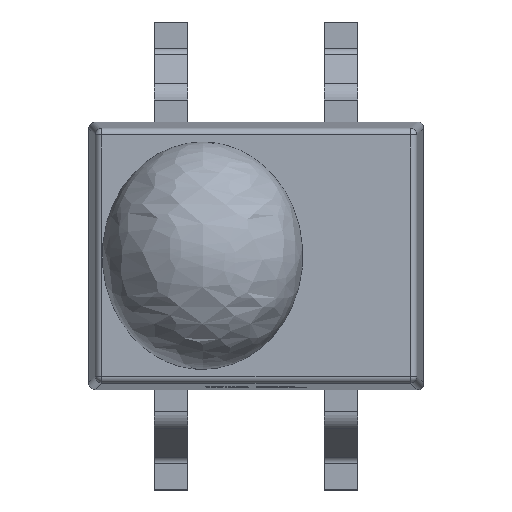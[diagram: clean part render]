
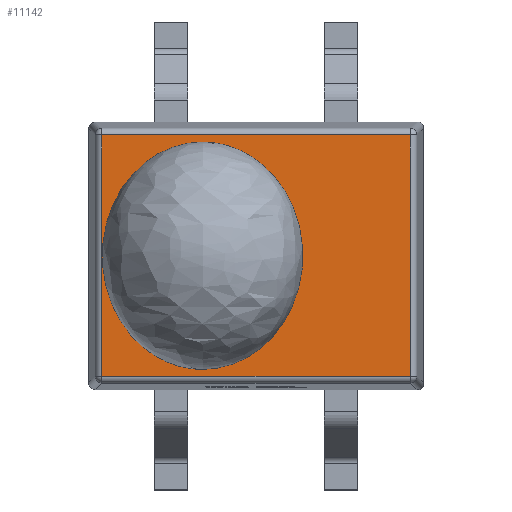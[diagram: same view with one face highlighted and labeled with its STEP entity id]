
A CAD part, top view. The second image highlights one B-rep face of the part: STEP entity #11142.
In plain terms, the highlighted planar face has unit normal (0, 0, 1).
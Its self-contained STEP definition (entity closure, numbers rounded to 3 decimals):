
#132 = CARTESIAN_POINT ( 'NONE',  ( 0., 0., 2.55 ) ) ;
#840 = CARTESIAN_POINT ( 'NONE',  ( -2.306, 0., 2.55 ) ) ;
#855 = CARTESIAN_POINT ( 'NONE',  ( 2.306, -1.806, 2.55 ) ) ;
#1022 = VECTOR ( 'NONE', #17324, 1000. ) ;
#1450 = EDGE_CURVE ( 'NONE', #6486, #2126, #3932, .T. ) ;
#1888 =( BOUNDED_CURVE ( )  B_SPLINE_CURVE ( 3, ( #3510, #10670, #9263, #13197 ),
 .UNSPECIFIED., .F., .F. ) 
 B_SPLINE_CURVE_WITH_KNOTS ( ( 4, 4 ),
 ( 3.142, 6.283 ),
 .UNSPECIFIED. ) 
 CURVE ( )  GEOMETRIC_REPRESENTATION_ITEM ( )  RATIONAL_B_SPLINE_CURVE ( ( 1., 0.333, 0.333, 1. ) ) 
 REPRESENTATION_ITEM ( '' )  );
#2126 = VERTEX_POINT ( 'NONE', #8227 ) ;
#2572 = EDGE_CURVE ( 'NONE', #4171, #13532, #16205, .T. ) ;
#2988 = PLANE ( 'NONE',  #12104 ) ;
#3263 = DIRECTION ( 'NONE',  ( 1., 0., 0. ) ) ;
#3510 = CARTESIAN_POINT ( 'NONE',  ( -0.8, -1.7, 2.55 ) ) ;
#3530 = EDGE_LOOP ( 'NONE', ( #4065, #17657 ) ) ;
#3632 = LINE ( 'NONE', #9394, #9740 ) ;
#3932 =( BOUNDED_CURVE ( )  B_SPLINE_CURVE ( 3, ( #6458, #18034, #18213, #6642 ),
 .UNSPECIFIED., .F., .F. ) 
 B_SPLINE_CURVE_WITH_KNOTS ( ( 4, 4 ),
 ( 0., 3.142 ),
 .UNSPECIFIED. ) 
 CURVE ( )  GEOMETRIC_REPRESENTATION_ITEM ( )  RATIONAL_B_SPLINE_CURVE ( ( 1., 0.333, 0.333, 1. ) ) 
 REPRESENTATION_ITEM ( '' )  );
#4065 = ORIENTED_EDGE ( 'NONE', *, *, #16118, .F. ) ;
#4171 = VERTEX_POINT ( 'NONE', #5343 ) ;
#4464 = CARTESIAN_POINT ( 'NONE',  ( -2.306, 1.806, 2.55 ) ) ;
#4957 = CARTESIAN_POINT ( 'NONE',  ( 2.306, 1.806, 2.55 ) ) ;
#5343 = CARTESIAN_POINT ( 'NONE',  ( -2.306, -1.806, 2.55 ) ) ;
#5379 = LINE ( 'NONE', #840, #5546 ) ;
#5546 = VECTOR ( 'NONE', #14004, 1000. ) ;
#6128 = CARTESIAN_POINT ( 'NONE',  ( 0., -1.806, 2.55 ) ) ;
#6293 = DIRECTION ( 'NONE',  ( 0., 0., 1. ) ) ;
#6458 = CARTESIAN_POINT ( 'NONE',  ( -0.8, 1.7, 2.55 ) ) ;
#6486 = VERTEX_POINT ( 'NONE', #7544 ) ;
#6642 = CARTESIAN_POINT ( 'NONE',  ( -0.8, -1.7, 2.55 ) ) ;
#7544 = CARTESIAN_POINT ( 'NONE',  ( -0.8, 1.7, 2.55 ) ) ;
#8227 = CARTESIAN_POINT ( 'NONE',  ( -0.8, -1.7, 2.55 ) ) ;
#9263 = CARTESIAN_POINT ( 'NONE',  ( 2.2, 1.7, 2.55 ) ) ;
#9394 = CARTESIAN_POINT ( 'NONE',  ( 2.306, 0., 2.55 ) ) ;
#9740 = VECTOR ( 'NONE', #15214, 1000. ) ;
#10237 = FACE_BOUND ( 'NONE', #3530, .T. ) ;
#10527 = VERTEX_POINT ( 'NONE', #4957 ) ;
#10670 = CARTESIAN_POINT ( 'NONE',  ( 2.2, -1.7, 2.55 ) ) ;
#11142 = ADVANCED_FACE ( 'NONE', ( #10237, #17475 ), #2988, .T. ) ;
#11476 = ORIENTED_EDGE ( 'NONE', *, *, #2572, .T. ) ;
#12104 = AXIS2_PLACEMENT_3D ( 'NONE', #132, #6293, #3263 ) ;
#12746 = VECTOR ( 'NONE', #17598, 1000. ) ;
#12840 = LINE ( 'NONE', #17231, #1022 ) ;
#13197 = CARTESIAN_POINT ( 'NONE',  ( -0.8, 1.7, 2.55 ) ) ;
#13445 = VERTEX_POINT ( 'NONE', #4464 ) ;
#13532 = VERTEX_POINT ( 'NONE', #855 ) ;
#14004 = DIRECTION ( 'NONE',  ( 0., -1., 0. ) ) ;
#15214 = DIRECTION ( 'NONE',  ( 0., 1., 0. ) ) ;
#15578 = EDGE_CURVE ( 'NONE', #13532, #10527, #3632, .T. ) ;
#16118 = EDGE_CURVE ( 'NONE', #2126, #6486, #1888, .T. ) ;
#16205 = LINE ( 'NONE', #6128, #12746 ) ;
#17231 = CARTESIAN_POINT ( 'NONE',  ( 0., 1.806, 2.55 ) ) ;
#17237 = ORIENTED_EDGE ( 'NONE', *, *, #17442, .T. ) ;
#17287 = ORIENTED_EDGE ( 'NONE', *, *, #15578, .T. ) ;
#17324 = DIRECTION ( 'NONE',  ( -1., 0., 0. ) ) ;
#17442 = EDGE_CURVE ( 'NONE', #13445, #4171, #5379, .T. ) ;
#17461 = EDGE_CURVE ( 'NONE', #10527, #13445, #12840, .T. ) ;
#17475 = FACE_OUTER_BOUND ( 'NONE', #18668, .T. ) ;
#17598 = DIRECTION ( 'NONE',  ( 1., 0., 0. ) ) ;
#17657 = ORIENTED_EDGE ( 'NONE', *, *, #1450, .F. ) ;
#18034 = CARTESIAN_POINT ( 'NONE',  ( -3.8, 1.7, 2.55 ) ) ;
#18187 = ORIENTED_EDGE ( 'NONE', *, *, #17461, .T. ) ;
#18213 = CARTESIAN_POINT ( 'NONE',  ( -3.8, -1.7, 2.55 ) ) ;
#18668 = EDGE_LOOP ( 'NONE', ( #17287, #18187, #17237, #11476 ) ) ;
